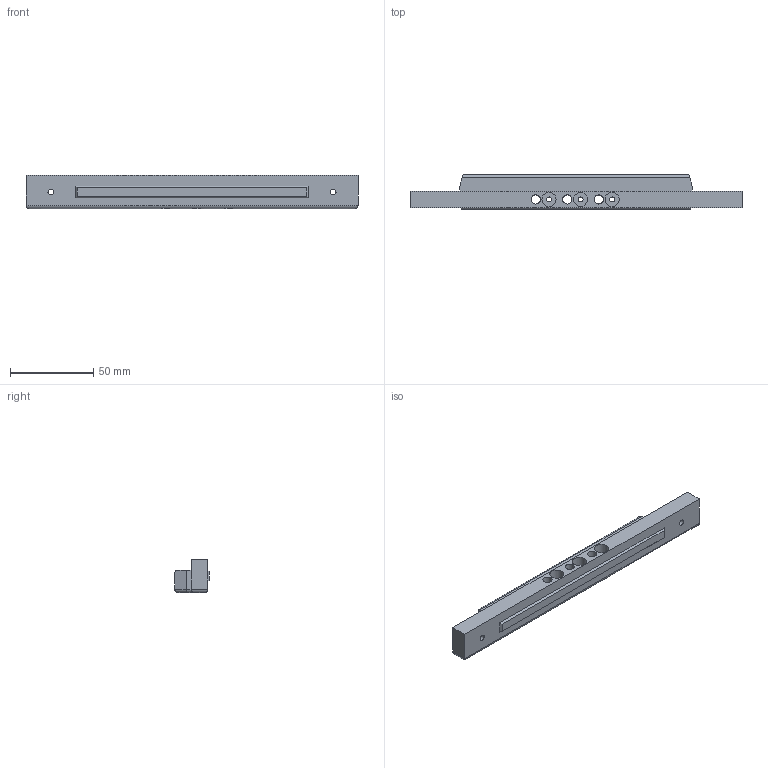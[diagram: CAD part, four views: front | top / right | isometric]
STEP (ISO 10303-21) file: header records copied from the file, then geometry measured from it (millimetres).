
FILE_DESCRIPTION(('Open CASCADE Model'),'2;1');
FILE_NAME('Open CASCADE Shape Model','2024-09-07T14:37:20',('Author'),( 'Open CASCADE'),'Open CASCADE STEP processor 7.7','Open CASCADE 7.7' ,'Unknown');
FILE_SCHEMA(('AUTOMOTIVE_DESIGN { 1 0 10303 214 1 1 1 1 }'));
Length unit declared in the file: millimetre
Products named in the file (1): Open CASCADE STEP translator 7.7 5
Bounding box: 200 x 21 x 20 mm (x, y, z)
Volume: 55284.2 mm3; surface area: 17284.4 mm2
Topology: 1 solids, 1 shells, 52 faces, 122 edges, 78 vertices
Faces by surface type: cylinder 27, plane 25
Full cylindrical faces by diameter (mm): 3 x3, 3.5 x2, 5.5 x3, 5.9 x2, 8.5 x6
Entity records: 3631 total; most frequent: CARTESIAN_POINT 1099, DIRECTION 478, LINE 251, VECTOR 251, ORIENTED_EDGE 244, PCURVE 244, DEFINITIONAL_REPRESENTATION 244, EDGE_CURVE 122
